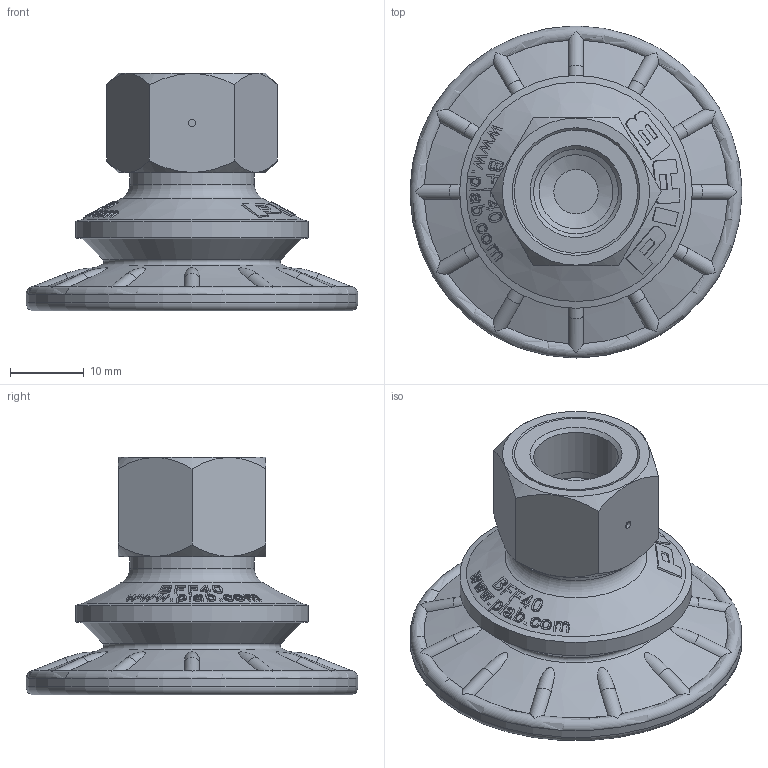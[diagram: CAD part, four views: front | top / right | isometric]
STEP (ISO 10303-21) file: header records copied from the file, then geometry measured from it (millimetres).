
FILE_DESCRIPTION( ( 'Unknown' ), '1' );
FILE_NAME( 'SE-0409831.stp', 'Unknown', ( 'Unknown' ), ( 'Unknown' ), 'PSStep 17.0.49', 'Unknown', ' ' );
FILE_SCHEMA( ( 'AUTOMOTIVE_DESIGN { 1 0 10303 214 1 1 1 1 }' ) );
Length unit declared in the file: millimetre
Products named in the file (5): 0118663; 0119330; 0118511; Assem1; SE-0409470
Assembly tree (4 placements, depth 3):
  Assem1
    SE-0409470
    0118663
      0119330
      0118511
Bounding box: 44.89 x 44.89 x 32.18 mm (x, y, z)
Volume: 17953.6 mm3; surface area: 8700.5 mm2
Topology: 3 solids, 3 shells, 307 faces, 778 edges, 516 vertices
Faces by surface type: plane 154, cone 48, cylinder 42, extrusion 39, torus 24
Full cylindrical faces by diameter (mm): 1 x1, 6 x1, 9.4 x1, 10 x1, 11.445 x2, 12 x2, 14.15 x2, 15.25 x1, 16.662 x1, 31.482 x1, 44.891 x1
Entity records: 14148 total; most frequent: CARTESIAN_POINT 5324, ORIENTED_EDGE 1434, DIRECTION 920, EDGE_CURVE 717, VERTEX_POINT 502, B_SPLINE_CURVE_WITH_KNOTS 493, EDGE_LOOP 395, AXIS2_PLACEMENT_3D 345
